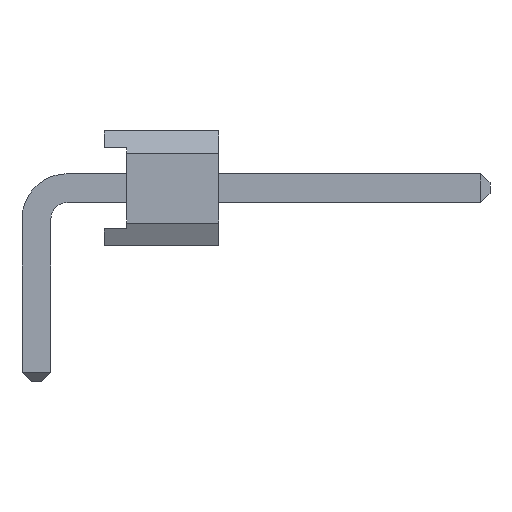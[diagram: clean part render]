
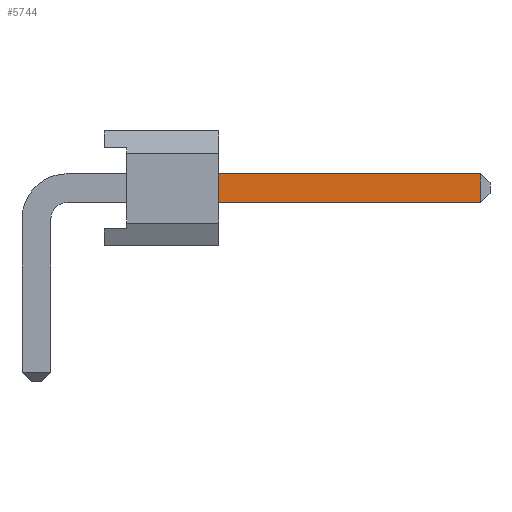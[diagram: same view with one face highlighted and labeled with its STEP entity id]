
A CAD part, front view. The second image highlights one B-rep face of the part: STEP entity #5744.
In plain terms, the highlighted face is planar.
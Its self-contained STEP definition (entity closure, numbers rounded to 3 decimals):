
#994=ORIENTED_EDGE('',*,*,#1706,.T.);
#995=ORIENTED_EDGE('',*,*,#1669,.F.);
#996=ORIENTED_EDGE('',*,*,#1707,.T.);
#997=ORIENTED_EDGE('',*,*,#1705,.T.);
#1669=EDGE_CURVE('',#2093,#2090,#2589,.T.);
#1705=EDGE_CURVE('',#2122,#2125,#2625,.T.);
#1706=EDGE_CURVE('',#2125,#2090,#2626,.T.);
#1707=EDGE_CURVE('',#2093,#2122,#2627,.T.);
#2090=VERTEX_POINT('',#8025);
#2093=VERTEX_POINT('',#8030);
#2122=VERTEX_POINT('',#8091);
#2125=VERTEX_POINT('',#8101);
#2589=LINE('',#8031,#3141);
#2625=LINE('',#8104,#3177);
#2626=LINE('',#8106,#3178);
#2627=LINE('',#8107,#3179);
#3141=VECTOR('',#6869,1000.);
#3177=VECTOR('',#6915,1000.);
#3178=VECTOR('',#6918,1000.);
#3179=VECTOR('',#6919,1000.);
#3462=EDGE_LOOP('',(#994,#995,#996,#997));
#3704=FACE_BOUND('',#3462,.T.);
#3918=PLANE('',#6007);
#5744=ADVANCED_FACE('',(#3704),#3918,.F.);
#6007=AXIS2_PLACEMENT_3D('',#8105,#6916,#6917);
#6869=DIRECTION('',(0.,-1.,0.));
#6915=DIRECTION('',(0.,-1.,0.));
#6916=DIRECTION('',(-1.,0.,0.));
#6917=DIRECTION('',(0.,0.,1.));
#6918=DIRECTION('',(0.,0.,-1.));
#6919=DIRECTION('',(0.,0.,1.));
#8025=CARTESIAN_POINT('',(7.94,-0.32,1.27));
#8030=CARTESIAN_POINT('',(7.94,0.32,1.27));
#8031=CARTESIAN_POINT('',(7.94,0.32,1.27));
#8091=CARTESIAN_POINT('',(7.94,0.32,7.07));
#8101=CARTESIAN_POINT('',(7.94,-0.32,7.07));
#8104=CARTESIAN_POINT('',(7.94,0.68,7.07));
#8105=CARTESIAN_POINT('',(7.94,0.68,-2.09));
#8106=CARTESIAN_POINT('',(7.94,-0.32,-2.09));
#8107=CARTESIAN_POINT('',(7.94,0.32,-2.09));
